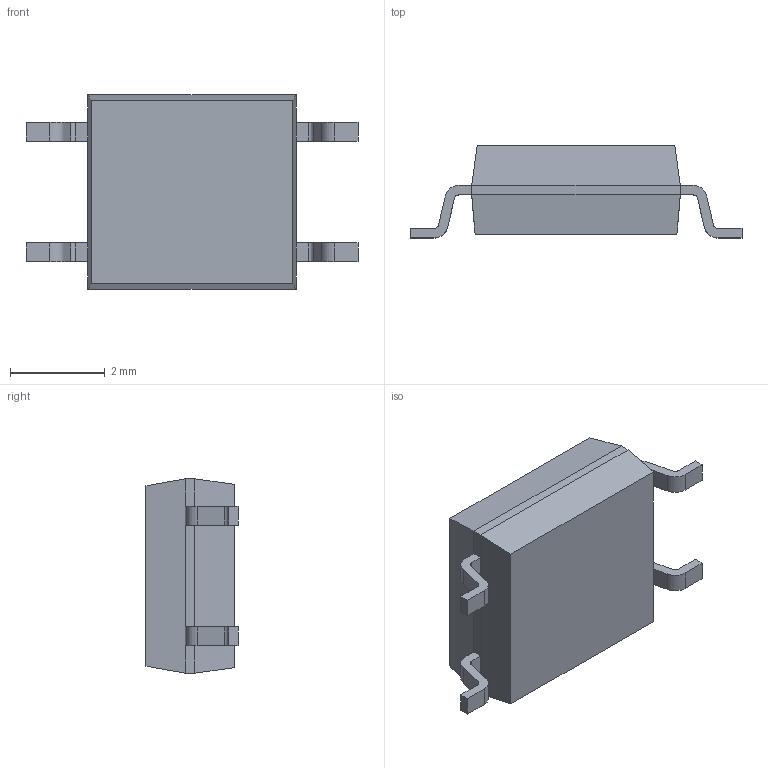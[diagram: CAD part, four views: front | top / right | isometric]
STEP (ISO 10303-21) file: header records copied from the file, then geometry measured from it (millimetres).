
FILE_DESCRIPTION(('STEP AP214'),'1');
FILE_NAME('el357n_c__ta_-vg.stp','2022-02-02T19:37:23',('TraceParts'),('TraceParts S.A.'),'Spatial InterOp 3D',' ',' ');
FILE_SCHEMA(('AUTOMOTIVE_DESIGN { 1 0 10303 214 1 1 1 1 }'));
Length unit declared in the file: millimetre
Products named in the file (1): el357n_c__ta_-vg
Bounding box: 7 x 1.94 x 4.1 mm (x, y, z)
Volume: 32.5 mm3; surface area: 73.2 mm2
Topology: 1 solids, 1 shells, 73 faces, 186 edges, 116 vertices
Faces by surface type: plane 55, cylinder 18
Entity records: 2179 total; most frequent: CARTESIAN_POINT 376, ORIENTED_EDGE 372, DIRECTION 370, EDGE_CURVE 186, LINE 150, VECTOR 150, VERTEX_POINT 116, AXIS2_PLACEMENT_3D 110
